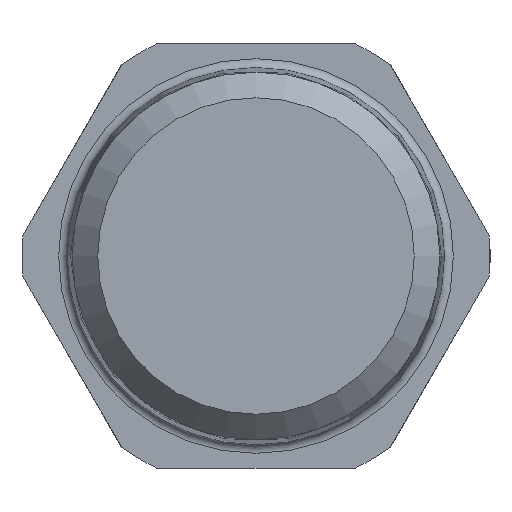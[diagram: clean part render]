
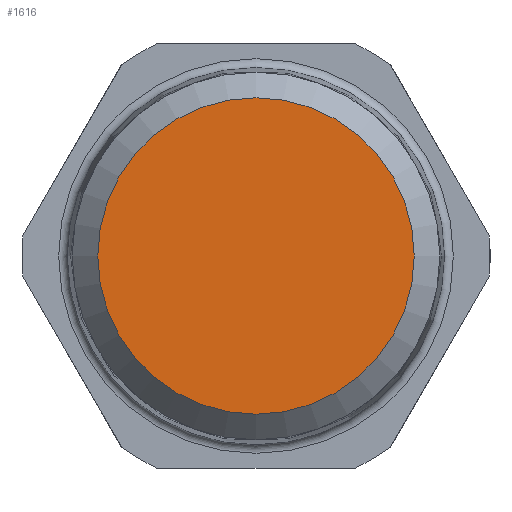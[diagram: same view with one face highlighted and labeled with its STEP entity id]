
A CAD part, left-side view. The second image highlights one B-rep face of the part: STEP entity #1616.
In plain terms, the highlighted planar face has unit normal (-1, 0, 0).
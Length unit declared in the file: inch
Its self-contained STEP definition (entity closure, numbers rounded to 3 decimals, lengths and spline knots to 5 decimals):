
#164=CIRCLE('',#1826,0.3526);
#165=CIRCLE('',#1827,0.3526);
#274=FACE_OUTER_BOUND('',#360,.T.);
#360=EDGE_LOOP('',(#1302,#1303));
#670=VERTEX_POINT('',#3387);
#671=VERTEX_POINT('',#3388);
#889=EDGE_CURVE('',#670,#671,#164,.T.);
#890=EDGE_CURVE('',#671,#670,#165,.T.);
#1302=ORIENTED_EDGE('',*,*,#889,.F.);
#1303=ORIENTED_EDGE('',*,*,#890,.F.);
#1461=PLANE('',#1825);
#1616=ADVANCED_FACE('',(#274),#1461,.T.);
#1825=AXIS2_PLACEMENT_3D('',#3386,#2245,#2246);
#1826=AXIS2_PLACEMENT_3D('',#3389,#2247,#2248);
#1827=AXIS2_PLACEMENT_3D('',#3390,#2249,#2250);
#2245=DIRECTION('center_axis',(-1.,0.,0.));
#2246=DIRECTION('ref_axis',(0.,0.,
-1.));
#2247=DIRECTION('center_axis',(1.,0.,0.));
#2248=DIRECTION('ref_axis',(0.,0.,
1.));
#2249=DIRECTION('center_axis',(1.,0.,0.));
#2250=DIRECTION('ref_axis',(0.,0.,
1.));
#3386=CARTESIAN_POINT('Origin',(-1.66535,-0.3526,0.));
#3387=CARTESIAN_POINT('',(-1.66535,-0.3526,0.));
#3388=CARTESIAN_POINT('',(-1.66535,0.3526,0.));
#3389=CARTESIAN_POINT('Origin',(-1.66535,0.,
0.));
#3390=CARTESIAN_POINT('Origin',(-1.66535,0.,
0.));
